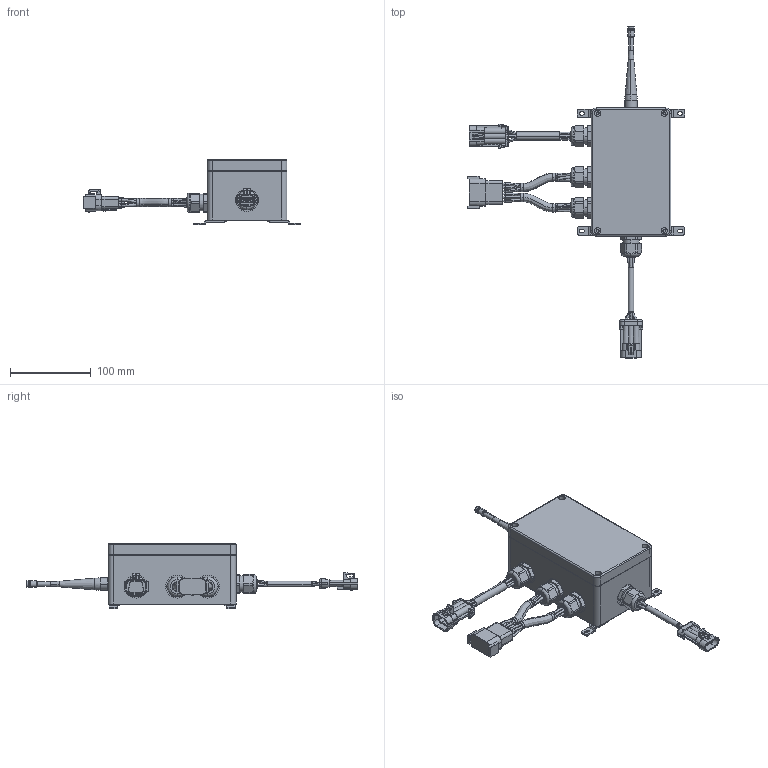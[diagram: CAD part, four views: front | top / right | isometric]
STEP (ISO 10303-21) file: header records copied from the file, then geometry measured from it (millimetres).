
FILE_DESCRIPTION (( 'STEP AP203' ), '1' );
FILE_NAME ('RECEIVER-MODULE.STEP', '2011-12-07T18:37:48', ( ' ' ), ( '' ), 'SwSTEP 2.0', 'SolidWorks 2011', '' );
FILE_SCHEMA (( 'CONFIG_CONTROL_DESIGN' ));
Length unit declared in the file: inch
Products named in the file (21): RECEIVER-MODULE; Products.Monitors.8494-RF (Sidewinder)-8494 RFRECEIVER-MODULE ASSY8494RF8149600150NULL; Products.Monitors.8494-RF (Sidewinder)-8494 RFANTENNA WNUT11901000-ASSY10NULL; Products.Monitors.8500-01 (Vulcan RF)-8500-01(Vulcan RF)ANTENNA 900 MHZ11901000-NEWA20NULL; Products.Monitors.8494-RF (Sidewinder)-8494 RFMOUNTING BRACKET ASSY2835405020NULL; Products.Monitors.8494-RF (Sidewinder)-8494 RFBRACKET-MOUNTING23584050-BRACKET20NULL; Products.Monitors.8494-RF (Sidewinder)-8494 RFHARNESS (PWR) RECIEVER MOD 8494RF3701003010NULL; Hardware.Electrical-Packard ConnectorsPACKARD 150 SERIES - 3M (12129615)2414400030NULL; Products.Monitors.8494-RF (Sidewinder)-8494 RFSTRAIN RELIEF 0.500 NPTSEALCON #CD13N5-BK10NULL; Products.Monitors.8494-RF (Sidewinder)-8494 RF3 WIRE BUNDLE (37010030)3 WIRE BUNDLE (37010030)10NULL; Products.Monitors.8294-06 (Scorpion RF)-8294-06 RFLock-Secondary (3-Way)44408000_8294-06 RF30NULL; Products.Monitors.8494-RF (Sidewinder)-8494 RFHARNESS (VLV) RECIEVER MOD 8494RF3701002010NULL; Hardware.Electrical-Packard ConnectorsPACKARD 150 SERIES - 6M (12124107)2406600010NULL; Hardware.Electrical-Packard ConnectorsPACKARD 150 SERIES TPA - 6CON (12052850)4411600010NULL; Products.Monitors.8494-RF (Sidewinder)-8494 RF6 WIRE BUNDLE (37010020)6 WIRE BUNDLE (37010020)10NULL; Products.Monitors.8500-01 (Vulcan RF)-8500-01(Vulcan RF)ROSE COVERBATTERY BOX - COVER40NULL; Products.Monitors.8494-RF (Sidewinder)-8494 RFHARNESS (MONTR) RECIEVER MODULE 8494-RF3701001020NULL; Products.Monitors.8494-RF (Sidewinder)-8494 RFRECEPTACLE-DEUTSCH 12 PIN (DTMO4-12PA)RECEPTACLE-DEUTSCH_12PIN10NULL; Products.Monitors.8494-RF (Sidewinder)-8494 RFSTRAIN RELIEF 0.500 NPTSEALCON #CD13N2-BK_8494 RF10NULL; Products.Monitors.8494-RF (Sidewinder)-8494 RF37010010-6 WIRE BUNDLE37010010-6 WIRE BUNDLE20NULL; Products.Monitors.8494-RF (Sidewinder)-8494 RFENCLOSURE-RECEIVER ASSY 8494RF28354001REL10NULL
Assembly tree (26 placements, depth 4):
  RECEIVER-MODULE
    Products.Monitors.8494-RF (Sidewinder)-8494 RFRECEIVER-MODULE ASSY8494RF8149600150NULL
      Products.Monitors.8494-RF (Sidewinder)-8494 RFHARNESS (PWR) RECIEVER MOD 8494RF3701003010NULL
        Hardware.Electrical-Packard ConnectorsPACKARD 150 SERIES - 3M (12129615)2414400030NULL
        Products.Monitors.8494-RF (Sidewinder)-8494 RFSTRAIN RELIEF 0.500 NPTSEALCON #CD13N5-BK10NULL
        Products.Monitors.8494-RF (Sidewinder)-8494 RF3 WIRE BUNDLE (37010030)3 WIRE BUNDLE (37010030)10NULL
        Products.Monitors.8294-06 (Scorpion RF)-8294-06 RFLock-Secondary (3-Way)44408000_8294-06 RF30NULL
      Products.Monitors.8494-RF (Sidewinder)-8494 RFHARNESS (VLV) RECIEVER MOD 8494RF3701002010NULL
        Hardware.Electrical-Packard ConnectorsPACKARD 150 SERIES - 6M (12124107)2406600010NULL
        Hardware.Electrical-Packard ConnectorsPACKARD 150 SERIES TPA - 6CON (12052850)4411600010NULL
        Products.Monitors.8494-RF (Sidewinder)-8494 RF6 WIRE BUNDLE (37010020)6 WIRE BUNDLE (37010020)10NULL
        Products.Monitors.8494-RF (Sidewinder)-8494 RFSTRAIN RELIEF 0.500 NPTSEALCON #CD13N2-BK_8494 RF10NULL
      Products.Monitors.8494-RF (Sidewinder)-8494 RFHARNESS (MONTR) RECIEVER MODULE 8494-RF3701001020NULL
        Products.Monitors.8494-RF (Sidewinder)-8494 RF37010010-6 WIRE BUNDLE37010010-6 WIRE BUNDLE20NULL  x2
        Products.Monitors.8494-RF (Sidewinder)-8494 RFRECEPTACLE-DEUTSCH 12 PIN (DTMO4-12PA)RECEPTACLE-DEUTSCH_12PIN10NULL
        Products.Monitors.8494-RF (Sidewinder)-8494 RFSTRAIN RELIEF 0.500 NPTSEALCON #CD13N2-BK_8494 RF10NULL  x2
      Products.Monitors.8494-RF (Sidewinder)-8494 RFMOUNTING BRACKET ASSY2835405020NULL  x4
        Products.Monitors.8494-RF (Sidewinder)-8494 RFBRACKET-MOUNTING23584050-BRACKET20NULL
      Products.Monitors.8494-RF (Sidewinder)-8494 RFANTENNA WNUT11901000-ASSY10NULL
        Products.Monitors.8500-01 (Vulcan RF)-8500-01(Vulcan RF)ANTENNA 900 MHZ11901000-NEWA20NULL
      Products.Monitors.8500-01 (Vulcan RF)-8500-01(Vulcan RF)ROSE COVERBATTERY BOX - COVER40NULL
      Products.Monitors.8494-RF (Sidewinder)-8494 RFENCLOSURE-RECEIVER ASSY 8494RF28354001REL10NULL
Bounding box: 269.58 x 412.27 x 81.12 mm (x, y, z)
Volume: 388783.3 mm3; surface area: 225719.9 mm2
Topology: 20 solids, 20 shells, 1660 faces, 4175 edges, 2652 vertices
Faces by surface type: cylinder 693, plane 638, bspline 146, torus 96, cone 71, sphere 16
Entity records: 49280 total; most frequent: CARTESIAN_POINT 14489, ORIENTED_EDGE 6838, DIRECTION 6740, EDGE_CURVE 3419, AXIS2_PLACEMENT_3D 2515, VERTEX_POINT 2174, LINE 1710, VECTOR 1710
